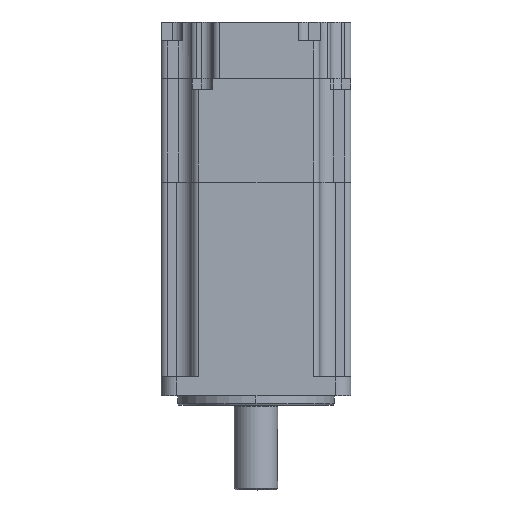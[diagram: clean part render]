
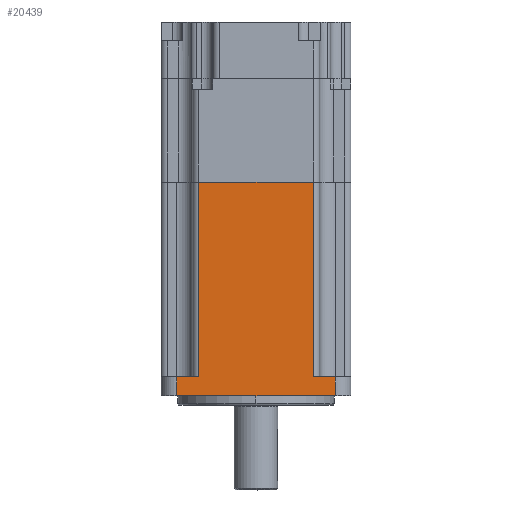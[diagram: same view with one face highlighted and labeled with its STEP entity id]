
A CAD part, top view. The second image highlights one B-rep face of the part: STEP entity #20439.
In plain terms, the highlighted planar face has unit normal (0, 0, 1).
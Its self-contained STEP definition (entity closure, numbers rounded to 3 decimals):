
#235 = VECTOR ( 'NONE', #12817, 1000. ) ;
#500 = CARTESIAN_POINT ( 'NONE',  ( 30.25, 68., 30.25 ) ) ;
#1047 = CARTESIAN_POINT ( 'NONE',  ( 25.25, 6., 30.25 ) ) ;
#1195 = CARTESIAN_POINT ( 'NONE',  ( 18.25, 6., 30.25 ) ) ;
#1635 = CARTESIAN_POINT ( 'NONE',  ( -25.25, 6., 30.25 ) ) ;
#1980 = VERTEX_POINT ( 'NONE', #24203 ) ;
#2206 = CARTESIAN_POINT ( 'NONE',  ( 0., 6., 30.25 ) ) ;
#2707 = LINE ( 'NONE', #22964, #21764 ) ;
#3081 = DIRECTION ( 'NONE',  ( 0., -1., 0. ) ) ;
#3519 = DIRECTION ( 'NONE',  ( -1., 0., 0. ) ) ;
#3536 = DIRECTION ( 'NONE',  ( 0., 1., 0. ) ) ;
#3654 = AXIS2_PLACEMENT_3D ( 'NONE', #15031, #11695, #3519 ) ;
#4089 = EDGE_CURVE ( 'NONE', #1980, #11322, #19223, .T. ) ;
#4206 = DIRECTION ( 'NONE',  ( 1., 0., 0. ) ) ;
#4233 = ORIENTED_EDGE ( 'NONE', *, *, #10746, .F. ) ;
#4482 = VECTOR ( 'NONE', #25777, 1000. ) ;
#4497 = LINE ( 'NONE', #10834, #235 ) ;
#5306 = LINE ( 'NONE', #7288, #21189 ) ;
#5948 = VERTEX_POINT ( 'NONE', #21909 ) ;
#6234 = ORIENTED_EDGE ( 'NONE', *, *, #11363, .F. ) ;
#7288 = CARTESIAN_POINT ( 'NONE',  ( -25.25, 68., 30.25 ) ) ;
#7818 = ORIENTED_EDGE ( 'NONE', *, *, #10667, .T. ) ;
#8936 = ORIENTED_EDGE ( 'NONE', *, *, #15061, .T. ) ;
#9065 = CARTESIAN_POINT ( 'NONE',  ( 25.25, 0., 30.25 ) ) ;
#9073 = EDGE_CURVE ( 'NONE', #16711, #5948, #4497, .T. ) ;
#9246 = DIRECTION ( 'NONE',  ( 0., 1., 0. ) ) ;
#9725 = CARTESIAN_POINT ( 'NONE',  ( 25.25, 68., 30.25 ) ) ;
#9989 = VERTEX_POINT ( 'NONE', #20414 ) ;
#10667 = EDGE_CURVE ( 'NONE', #12163, #18698, #21689, .T. ) ;
#10746 = EDGE_CURVE ( 'NONE', #5948, #11322, #20237, .T. ) ;
#10748 = VECTOR ( 'NONE', #3536, 1000. ) ;
#10834 = CARTESIAN_POINT ( 'NONE',  ( -18.25, 6., 30.25 ) ) ;
#11061 = ORIENTED_EDGE ( 'NONE', *, *, #9073, .F. ) ;
#11322 = VERTEX_POINT ( 'NONE', #24048 ) ;
#11363 = EDGE_CURVE ( 'NONE', #1980, #18698, #2707, .T. ) ;
#11695 = DIRECTION ( 'NONE',  ( 0., 0., -1. ) ) ;
#12163 = VERTEX_POINT ( 'NONE', #9065 ) ;
#12817 = DIRECTION ( 'NONE',  ( 0., 1., 0. ) ) ;
#13054 = FACE_OUTER_BOUND ( 'NONE', #15931, .T. ) ;
#14232 = CARTESIAN_POINT ( 'NONE',  ( 30.25, 0., 30.25 ) ) ;
#15031 = CARTESIAN_POINT ( 'NONE',  ( 30.25, 68., 30.25 ) ) ;
#15061 = EDGE_CURVE ( 'NONE', #19655, #9989, #5306, .T. ) ;
#15931 = EDGE_LOOP ( 'NONE', ( #22356, #8936, #20265, #7818, #6234, #23570, #4233, #11061 ) ) ;
#15934 = VECTOR ( 'NONE', #9246, 1000. ) ;
#16711 = VERTEX_POINT ( 'NONE', #19368 ) ;
#18698 = VERTEX_POINT ( 'NONE', #1047 ) ;
#18802 = VECTOR ( 'NONE', #4206, 1000. ) ;
#18868 = DIRECTION ( 'NONE',  ( 1., 0., 0. ) ) ;
#19223 = LINE ( 'NONE', #1195, #15934 ) ;
#19368 = CARTESIAN_POINT ( 'NONE',  ( -18.25, 6., 30.25 ) ) ;
#19655 = VERTEX_POINT ( 'NONE', #1635 ) ;
#19741 = LINE ( 'NONE', #14232, #18802 ) ;
#20237 = LINE ( 'NONE', #500, #25020 ) ;
#20265 = ORIENTED_EDGE ( 'NONE', *, *, #25334, .T. ) ;
#20414 = CARTESIAN_POINT ( 'NONE',  ( -25.25, 0., 30.25 ) ) ;
#20439 = ADVANCED_FACE ( 'NONE', ( #13054 ), #21541, .F. ) ;
#20499 = EDGE_CURVE ( 'NONE', #19655, #16711, #22333, .T. ) ;
#21189 = VECTOR ( 'NONE', #3081, 1000. ) ;
#21541 = PLANE ( 'NONE',  #3654 ) ;
#21689 = LINE ( 'NONE', #9725, #10748 ) ;
#21764 = VECTOR ( 'NONE', #18868, 1000. ) ;
#21909 = CARTESIAN_POINT ( 'NONE',  ( -18.25, 68., 30.25 ) ) ;
#22333 = LINE ( 'NONE', #2206, #4482 ) ;
#22356 = ORIENTED_EDGE ( 'NONE', *, *, #20499, .F. ) ;
#22964 = CARTESIAN_POINT ( 'NONE',  ( 0., 6., 30.25 ) ) ;
#23570 = ORIENTED_EDGE ( 'NONE', *, *, #4089, .T. ) ;
#24048 = CARTESIAN_POINT ( 'NONE',  ( 18.25, 68., 30.25 ) ) ;
#24203 = CARTESIAN_POINT ( 'NONE',  ( 18.25, 6., 30.25 ) ) ;
#24210 = DIRECTION ( 'NONE',  ( 1., 0., 0. ) ) ;
#25020 = VECTOR ( 'NONE', #24210, 1000. ) ;
#25334 = EDGE_CURVE ( 'NONE', #9989, #12163, #19741, .T. ) ;
#25777 = DIRECTION ( 'NONE',  ( 1., 0., 0. ) ) ;
